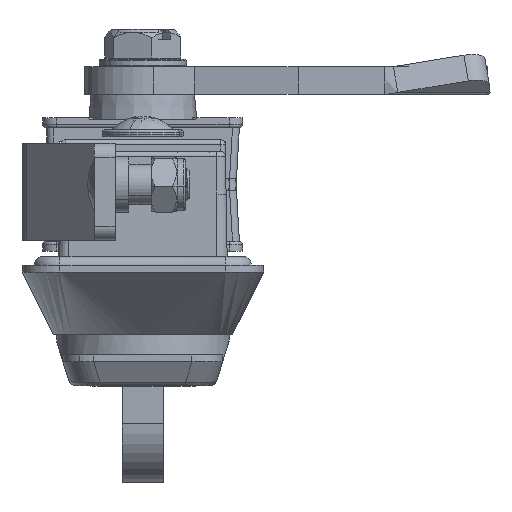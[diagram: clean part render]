
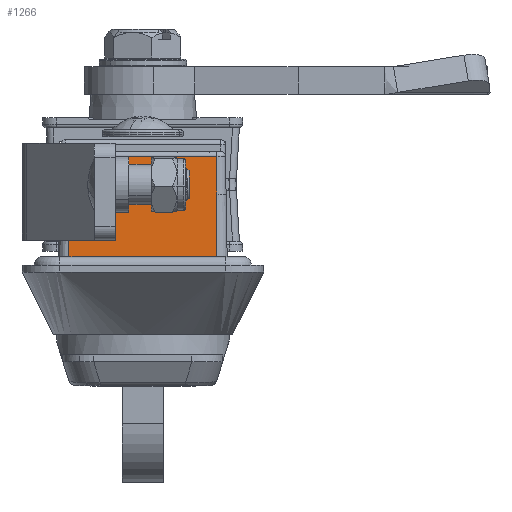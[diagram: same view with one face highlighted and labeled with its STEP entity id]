
A CAD part, left-side view. The second image highlights one B-rep face of the part: STEP entity #1266.
In plain terms, the highlighted planar face has unit normal (-1, 0, 0.018).
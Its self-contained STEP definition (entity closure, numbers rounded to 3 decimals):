
#396 = CARTESIAN_POINT ( 'NONE',  ( -74.57, 10.75, 10.312 ) ) ;
#553 = CARTESIAN_POINT ( 'NONE',  ( -74.6, 10.75, 8.594 ) ) ;
#560 = DIRECTION ( 'NONE',  ( 0., 1., 0. ) ) ;
#571 = LINE ( 'NONE', #999, #13096 ) ;
#699 = CARTESIAN_POINT ( 'NONE',  ( -74.712, 10.75, 2.195 ) ) ;
#740 = ORIENTED_EDGE ( 'NONE', *, *, #23081, .T. ) ;
#999 = CARTESIAN_POINT ( 'NONE',  ( -74.57, -10.75, 10.312 ) ) ;
#1266 = ADVANCED_FACE ( 'NONE', ( #19390 ), #21874, .T. ) ;
#1444 = CARTESIAN_POINT ( 'NONE',  ( -74.75, -10.75, 0. ) ) ;
#1582 = CARTESIAN_POINT ( 'NONE',  ( -74.57, -10.75, 10.312 ) ) ;
#2871 = CARTESIAN_POINT ( 'NONE',  ( -74.686, 10.75, 3.687 ) ) ;
#3552 = EDGE_CURVE ( 'NONE', #15159, #10975, #27074, .T. ) ;
#4914 = CARTESIAN_POINT ( 'NONE',  ( -74.75, 10.75, 0. ) ) ;
#6859 = ORIENTED_EDGE ( 'NONE', *, *, #26470, .F. ) ;
#6974 = CARTESIAN_POINT ( 'NONE',  ( -74.474, 10.75, 15.8 ) ) ;
#7885 = CARTESIAN_POINT ( 'NONE',  ( -74.474, -10.75, 15.8 ) ) ;
#8510 = DIRECTION ( 'NONE',  ( 0.017, 0., 1. ) ) ;
#9266 = EDGE_CURVE ( 'NONE', #13157, #15159, #23153, .T. ) ;
#9882 = DIRECTION ( 'NONE',  ( 0., -1., 0. ) ) ;
#10319 = CARTESIAN_POINT ( 'NONE',  ( -74.57, -10.75, 10.312 ) ) ;
#10377 = CARTESIAN_POINT ( 'NONE',  ( -74.63, -10.75, 6.875 ) ) ;
#10975 = VERTEX_POINT ( 'NONE', #14515 ) ;
#11382 = CARTESIAN_POINT ( 'NONE',  ( -74.662, 10.75, 5.052 ) ) ;
#11832 = CARTESIAN_POINT ( 'NONE',  ( -74.666, 10.75, 4.791 ) ) ;
#12410 = VERTEX_POINT ( 'NONE', #25206 ) ;
#12550 = ORIENTED_EDGE ( 'NONE', *, *, #3552, .T. ) ;
#13096 = VECTOR ( 'NONE', #14339, 1000. ) ;
#13157 = VERTEX_POINT ( 'NONE', #7885 ) ;
#13210 = ORIENTED_EDGE ( 'NONE', *, *, #9266, .T. ) ;
#14339 = DIRECTION ( 'NONE',  ( -0.017, 0., -1. ) ) ;
#14515 = CARTESIAN_POINT ( 'NONE',  ( -74.57, 10.75, 10.312 ) ) ;
#15159 = VERTEX_POINT ( 'NONE', #22037 ) ;
#15900 = CARTESIAN_POINT ( 'NONE',  ( -74.57, 10.75, 10.312 ) ) ;
#16117 = EDGE_CURVE ( 'NONE', #19192, #24213, #21285, .T. ) ;
#17475 = DIRECTION ( 'NONE',  ( -1., 0., 0.017 ) ) ;
#17816 = AXIS2_PLACEMENT_3D ( 'NONE', #28934, #17475, #8510 ) ;
#18973 = EDGE_CURVE ( 'NONE', #13157, #24213, #571, .T. ) ;
#19192 = VERTEX_POINT ( 'NONE', #22094 ) ;
#19390 = FACE_OUTER_BOUND ( 'NONE', #22274, .T. ) ;
#20330 = CARTESIAN_POINT ( 'NONE',  ( -74.63, 10.75, 6.875 ) ) ;
#20628 = CARTESIAN_POINT ( 'NONE',  ( -74.664, 10.75, 4.948 ) ) ;
#21285 = B_SPLINE_CURVE_WITH_KNOTS ( 'NONE', 3,
 ( #1444, #26104, #10377, #1582 ),
 .UNSPECIFIED., .F., .F.,
 ( 4, 4 ),
 ( 0., 1. ),
 .UNSPECIFIED. ) ;
#21874 = PLANE ( 'NONE',  #17816 ) ;
#22037 = CARTESIAN_POINT ( 'NONE',  ( -74.474, 10.75, 15.8 ) ) ;
#22094 = CARTESIAN_POINT ( 'NONE',  ( -74.75, -10.75, 0. ) ) ;
#22274 = EDGE_LOOP ( 'NONE', ( #23025, #13210, #12550, #6859, #740, #25366 ) ) ;
#22400 = CARTESIAN_POINT ( 'NONE',  ( -74.735, 10.75, 0.886 ) ) ;
#22548 = CARTESIAN_POINT ( 'NONE',  ( -74.661, 10.75, 5.102 ) ) ;
#22832 = B_SPLINE_CURVE_WITH_KNOTS ( 'NONE', 3,
 ( #4914, #22400, #699, #2871, #27255, #11832, #20628, #11382, #22548, #20330, #553, #396 ),
 .UNSPECIFIED., .F., .F.,
 ( 4, 1, 1, 1, 1, 2, 2, 4 ),
 ( 0., 0.25, 0.375, 0.437, 0.469, 0.484, 0.5, 1. ),
 .UNSPECIFIED. ) ;
#23025 = ORIENTED_EDGE ( 'NONE', *, *, #18973, .F. ) ;
#23081 = EDGE_CURVE ( 'NONE', #12410, #19192, #27229, .T. ) ;
#23153 = LINE ( 'NONE', #6974, #23960 ) ;
#23960 = VECTOR ( 'NONE', #560, 1000. ) ;
#24213 = VERTEX_POINT ( 'NONE', #10319 ) ;
#25152 = DIRECTION ( 'NONE',  ( -0.017, 0., -1. ) ) ;
#25206 = CARTESIAN_POINT ( 'NONE',  ( -74.75, 10.75, 0. ) ) ;
#25366 = ORIENTED_EDGE ( 'NONE', *, *, #16117, .T. ) ;
#25890 = VECTOR ( 'NONE', #9882, 1000. ) ;
#26104 = CARTESIAN_POINT ( 'NONE',  ( -74.69, -10.75, 3.437 ) ) ;
#26470 = EDGE_CURVE ( 'NONE', #12410, #10975, #22832, .T. ) ;
#27074 = LINE ( 'NONE', #15900, #28096 ) ;
#27229 = LINE ( 'NONE', #27532, #25890 ) ;
#27255 = CARTESIAN_POINT ( 'NONE',  ( -74.673, 10.75, 4.425 ) ) ;
#27532 = CARTESIAN_POINT ( 'NONE',  ( -74.75, -10.75, 0. ) ) ;
#28096 = VECTOR ( 'NONE', #25152, 1000. ) ;
#28934 = CARTESIAN_POINT ( 'NONE',  ( -74.57, 10.75, 10.312 ) ) ;
